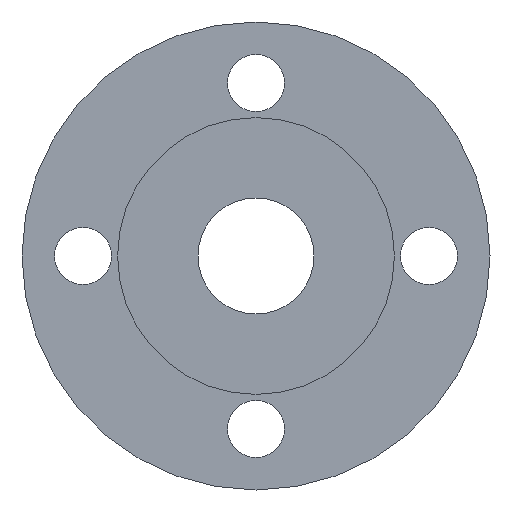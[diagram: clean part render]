
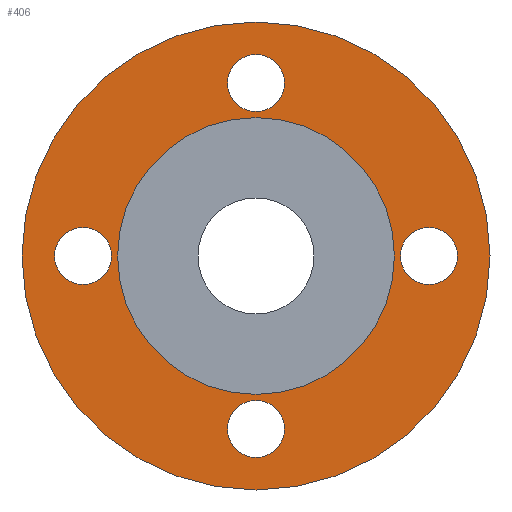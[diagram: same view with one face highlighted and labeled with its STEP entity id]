
A CAD part, front view. The second image highlights one B-rep face of the part: STEP entity #406.
In plain terms, the highlighted planar face has unit normal (0, -1, 0).
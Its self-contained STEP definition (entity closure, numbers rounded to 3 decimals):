
#6 = CARTESIAN_POINT ( 'NONE',  ( 0., 2., 0. ) ) ;
#23 = VERTEX_POINT ( 'NONE', #735 ) ;
#24 = DIRECTION ( 'NONE',  ( 0., 1., 0. ) ) ;
#26 = ORIENTED_EDGE ( 'NONE', *, *, #549, .F. ) ;
#28 = CARTESIAN_POINT ( 'NONE',  ( 0., 2., 34. ) ) ;
#38 = ORIENTED_EDGE ( 'NONE', *, *, #104, .F. ) ;
#41 = FACE_BOUND ( 'NONE', #706, .T. ) ;
#42 = AXIS2_PLACEMENT_3D ( 'NONE', #651, #579, #270 ) ;
#54 = EDGE_LOOP ( 'NONE', ( #26, #630 ) ) ;
#64 = VERTEX_POINT ( 'NONE', #611 ) ;
#70 = DIRECTION ( 'NONE',  ( 0., 0., 1. ) ) ;
#76 = ORIENTED_EDGE ( 'NONE', *, *, #489, .F. ) ;
#88 = ORIENTED_EDGE ( 'NONE', *, *, #620, .F. ) ;
#95 = DIRECTION ( 'NONE',  ( 0., 0., -1. ) ) ;
#100 = DIRECTION ( 'NONE',  ( 0., -1., 0. ) ) ;
#103 = CARTESIAN_POINT ( 'NONE',  ( 0., 2., 42.5 ) ) ;
#104 = EDGE_CURVE ( 'NONE', #64, #512, #116, .T. ) ;
#116 = CIRCLE ( 'NONE', #181, 7. ) ;
#122 = VERTEX_POINT ( 'NONE', #307 ) ;
#124 = CARTESIAN_POINT ( 'NONE',  ( 0., 2., -57.5 ) ) ;
#128 = CARTESIAN_POINT ( 'NONE',  ( 0., 2., 49.5 ) ) ;
#130 = ORIENTED_EDGE ( 'NONE', *, *, #468, .F. ) ;
#138 = CARTESIAN_POINT ( 'NONE',  ( -42.5, 2., -7. ) ) ;
#139 = VERTEX_POINT ( 'NONE', #478 ) ;
#147 = DIRECTION ( 'NONE',  ( 0., -1., 0. ) ) ;
#150 = CARTESIAN_POINT ( 'NONE',  ( 42.5, 2., 0. ) ) ;
#151 = CIRCLE ( 'NONE', #609, 7. ) ;
#171 = CARTESIAN_POINT ( 'NONE',  ( 0., 2., -35.5 ) ) ;
#181 = AXIS2_PLACEMENT_3D ( 'NONE', #103, #100, #597 ) ;
#189 = DIRECTION ( 'NONE',  ( 0., 1., 0. ) ) ;
#200 = EDGE_LOOP ( 'NONE', ( #422, #755 ) ) ;
#206 = DIRECTION ( 'NONE',  ( 0., 0., -1. ) ) ;
#213 = CARTESIAN_POINT ( 'NONE',  ( 0., 2., -49.5 ) ) ;
#241 = CIRCLE ( 'NONE', #526, 34. ) ;
#260 = DIRECTION ( 'NONE',  ( 0., -1., 0. ) ) ;
#269 = CIRCLE ( 'NONE', #697, 7. ) ;
#270 = DIRECTION ( 'NONE',  ( 0., 0., -1. ) ) ;
#280 = CARTESIAN_POINT ( 'NONE',  ( 0., 2., 0. ) ) ;
#282 = VERTEX_POINT ( 'NONE', #138 ) ;
#285 = FACE_OUTER_BOUND ( 'NONE', #54, .T. ) ;
#306 = CARTESIAN_POINT ( 'NONE',  ( -42.5, 2., 0. ) ) ;
#307 = CARTESIAN_POINT ( 'NONE',  ( 0., 2., 57.5 ) ) ;
#321 = CARTESIAN_POINT ( 'NONE',  ( 42.5, 2., 7. ) ) ;
#324 = CARTESIAN_POINT ( 'NONE',  ( 0., 2., 0. ) ) ;
#334 = FACE_BOUND ( 'NONE', #740, .T. ) ;
#335 = VERTEX_POINT ( 'NONE', #401 ) ;
#337 = FACE_BOUND ( 'NONE', #200, .T. ) ;
#344 = DIRECTION ( 'NONE',  ( 0., -1., 0. ) ) ;
#352 = EDGE_CURVE ( 'NONE', #573, #793, #673, .T. ) ;
#363 = CIRCLE ( 'NONE', #546, 34. ) ;
#367 = EDGE_CURVE ( 'NONE', #793, #573, #781, .T. ) ;
#369 = DIRECTION ( 'NONE',  ( 0., 0., -1. ) ) ;
#375 = DIRECTION ( 'NONE',  ( 0., 0., 1. ) ) ;
#381 = ORIENTED_EDGE ( 'NONE', *, *, #774, .T. ) ;
#382 = DIRECTION ( 'NONE',  ( 0., 1., 0. ) ) ;
#383 = CIRCLE ( 'NONE', #592, 7. ) ;
#387 = AXIS2_PLACEMENT_3D ( 'NONE', #467, #344, #206 ) ;
#393 = EDGE_CURVE ( 'NONE', #23, #282, #530, .T. ) ;
#397 = CARTESIAN_POINT ( 'NONE',  ( 0., 2., -42.5 ) ) ;
#399 = DIRECTION ( 'NONE',  ( 0., 0., 1. ) ) ;
#401 = CARTESIAN_POINT ( 'NONE',  ( 0., 2., 34. ) ) ;
#406 = ADVANCED_FACE ( 'NONE', ( #337, #595, #334, #583, #41, #285 ), #534, .T. ) ;
#416 = DIRECTION ( 'NONE',  ( 0., 0., -1. ) ) ;
#422 = ORIENTED_EDGE ( 'NONE', *, *, #367, .F. ) ;
#423 = AXIS2_PLACEMENT_3D ( 'NONE', #150, #147, #95 ) ;
#437 = AXIS2_PLACEMENT_3D ( 'NONE', #752, #189, #70 ) ;
#447 = AXIS2_PLACEMENT_3D ( 'NONE', #28, #522, #459 ) ;
#448 = ORIENTED_EDGE ( 'NONE', *, *, #393, .F. ) ;
#457 = EDGE_LOOP ( 'NONE', ( #504, #88 ) ) ;
#459 = DIRECTION ( 'NONE',  ( 0., 0., -1. ) ) ;
#466 = CIRCLE ( 'NONE', #437, 57.5 ) ;
#467 = CARTESIAN_POINT ( 'NONE',  ( -42.5, 2., 0. ) ) ;
#468 = EDGE_CURVE ( 'NONE', #512, #64, #269, .T. ) ;
#476 = AXIS2_PLACEMENT_3D ( 'NONE', #306, #260, #369 ) ;
#478 = CARTESIAN_POINT ( 'NONE',  ( 0., 2., -34. ) ) ;
#480 = ORIENTED_EDGE ( 'NONE', *, *, #635, .T. ) ;
#484 = VERTEX_POINT ( 'NONE', #171 ) ;
#489 = EDGE_CURVE ( 'NONE', #282, #23, #723, .T. ) ;
#492 = DIRECTION ( 'NONE',  ( 0., -1., 0. ) ) ;
#498 = DIRECTION ( 'NONE',  ( 0., 1., 0. ) ) ;
#504 = ORIENTED_EDGE ( 'NONE', *, *, #782, .F. ) ;
#512 = VERTEX_POINT ( 'NONE', #128 ) ;
#522 = DIRECTION ( 'NONE',  ( 0., -1., 0. ) ) ;
#526 = AXIS2_PLACEMENT_3D ( 'NONE', #280, #24, #399 ) ;
#530 = CIRCLE ( 'NONE', #387, 7. ) ;
#534 = PLANE ( 'NONE',  #447 ) ;
#546 = AXIS2_PLACEMENT_3D ( 'NONE', #6, #498, #375 ) ;
#549 = EDGE_CURVE ( 'NONE', #122, #621, #674, .T. ) ;
#553 = CARTESIAN_POINT ( 'NONE',  ( 0., 2., -42.5 ) ) ;
#573 = VERTEX_POINT ( 'NONE', #321 ) ;
#579 = DIRECTION ( 'NONE',  ( 0., -1., 0. ) ) ;
#583 = FACE_BOUND ( 'NONE', #457, .T. ) ;
#586 = CARTESIAN_POINT ( 'NONE',  ( 42.5, 2., -7. ) ) ;
#592 = AXIS2_PLACEMENT_3D ( 'NONE', #397, #645, #650 ) ;
#593 = EDGE_LOOP ( 'NONE', ( #38, #130 ) ) ;
#595 = FACE_BOUND ( 'NONE', #593, .T. ) ;
#597 = DIRECTION ( 'NONE',  ( 0., 0., -1. ) ) ;
#609 = AXIS2_PLACEMENT_3D ( 'NONE', #553, #492, #678 ) ;
#611 = CARTESIAN_POINT ( 'NONE',  ( 0., 2., 35.5 ) ) ;
#620 = EDGE_CURVE ( 'NONE', #484, #681, #151, .T. ) ;
#621 = VERTEX_POINT ( 'NONE', #124 ) ;
#623 = CARTESIAN_POINT ( 'NONE',  ( 0., 2., 42.5 ) ) ;
#630 = ORIENTED_EDGE ( 'NONE', *, *, #655, .F. ) ;
#635 = EDGE_CURVE ( 'NONE', #139, #335, #363, .T. ) ;
#645 = DIRECTION ( 'NONE',  ( 0., -1., 0. ) ) ;
#650 = DIRECTION ( 'NONE',  ( 0., 0., -1. ) ) ;
#651 = CARTESIAN_POINT ( 'NONE',  ( 42.5, 2., 0. ) ) ;
#655 = EDGE_CURVE ( 'NONE', #621, #122, #466, .T. ) ;
#673 = CIRCLE ( 'NONE', #42, 7. ) ;
#674 = CIRCLE ( 'NONE', #757, 57.5 ) ;
#678 = DIRECTION ( 'NONE',  ( 0., 0., -1. ) ) ;
#681 = VERTEX_POINT ( 'NONE', #213 ) ;
#697 = AXIS2_PLACEMENT_3D ( 'NONE', #623, #734, #416 ) ;
#706 = EDGE_LOOP ( 'NONE', ( #381, #480 ) ) ;
#723 = CIRCLE ( 'NONE', #476, 7. ) ;
#734 = DIRECTION ( 'NONE',  ( 0., -1., 0. ) ) ;
#735 = CARTESIAN_POINT ( 'NONE',  ( -42.5, 2., 7. ) ) ;
#740 = EDGE_LOOP ( 'NONE', ( #76, #448 ) ) ;
#747 = DIRECTION ( 'NONE',  ( 0., 0., 1. ) ) ;
#752 = CARTESIAN_POINT ( 'NONE',  ( 0., 2., 0. ) ) ;
#755 = ORIENTED_EDGE ( 'NONE', *, *, #352, .F. ) ;
#757 = AXIS2_PLACEMENT_3D ( 'NONE', #324, #382, #747 ) ;
#774 = EDGE_CURVE ( 'NONE', #335, #139, #241, .T. ) ;
#781 = CIRCLE ( 'NONE', #423, 7. ) ;
#782 = EDGE_CURVE ( 'NONE', #681, #484, #383, .T. ) ;
#793 = VERTEX_POINT ( 'NONE', #586 ) ;
